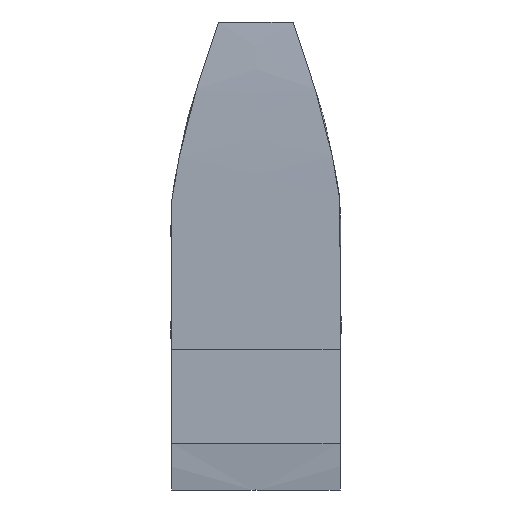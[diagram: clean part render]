
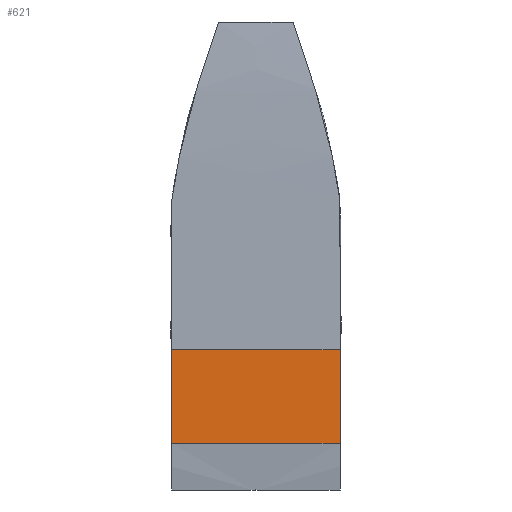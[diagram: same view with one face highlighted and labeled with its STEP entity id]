
A CAD part, top view. The second image highlights one B-rep face of the part: STEP entity #621.
In plain terms, the highlighted planar face has unit normal (0, 0, 1).
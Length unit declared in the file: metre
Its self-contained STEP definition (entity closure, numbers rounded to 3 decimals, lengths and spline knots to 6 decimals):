
#38=PLANE('',#656);
#76=LINE('',#28048,#115);
#78=LINE('',#29543,#117);
#79=LINE('',#29555,#118);
#80=LINE('',#29556,#119);
#115=VECTOR('',#730,0.01);
#117=VECTOR('',#732,0.01);
#118=VECTOR('',#735,0.01);
#119=VECTOR('',#736,0.01);
#151=FACE_OUTER_BOUND('',#186,.T.);
#186=EDGE_LOOP('',(#551,#552,#553,#554));
#286=VERTEX_POINT('',#26419);
#293=VERTEX_POINT('',#28047);
#294=VERTEX_POINT('',#29519);
#295=VERTEX_POINT('',#29542);
#380=EDGE_CURVE('',#286,#293,#76,.T.);
#384=EDGE_CURVE('',#295,#294,#78,.T.);
#386=EDGE_CURVE('',#294,#293,#79,.T.);
#387=EDGE_CURVE('',#295,#286,#80,.T.);
#551=ORIENTED_EDGE('',*,*,#384,.T.);
#552=ORIENTED_EDGE('',*,*,#386,.T.);
#553=ORIENTED_EDGE('',*,*,#380,.F.);
#554=ORIENTED_EDGE('',*,*,#387,.F.);
#621=ADVANCED_FACE('',(#151),#38,.T.);
#656=AXIS2_PLACEMENT_3D('',#29554,#733,#734);
#730=DIRECTION('',(1.,0.,0.));
#732=DIRECTION('',(1.,0.,0.));
#733=DIRECTION('center_axis',(0.,0.,1.));
#734=DIRECTION('ref_axis',(1.,0.,0.));
#735=DIRECTION('',(0.,1.,0.));
#736=DIRECTION('',(0.,1.,0.));
#26419=CARTESIAN_POINT('',(-0.9,-3.5,0.55));
#28047=CARTESIAN_POINT('',(0.9,-3.5,0.55));
#28048=CARTESIAN_POINT('',(-0.9,-3.5,0.55));
#29519=CARTESIAN_POINT('',(0.9,-4.5,0.55));
#29542=CARTESIAN_POINT('',(-0.9,-4.5,0.55));
#29543=CARTESIAN_POINT('',(-0.9,-4.5,0.55));
#29554=CARTESIAN_POINT('Origin',(-0.9,-5.,0.55));
#29555=CARTESIAN_POINT('',(0.9,-5.,0.55));
#29556=CARTESIAN_POINT('',(-0.9,-5.,0.55));
